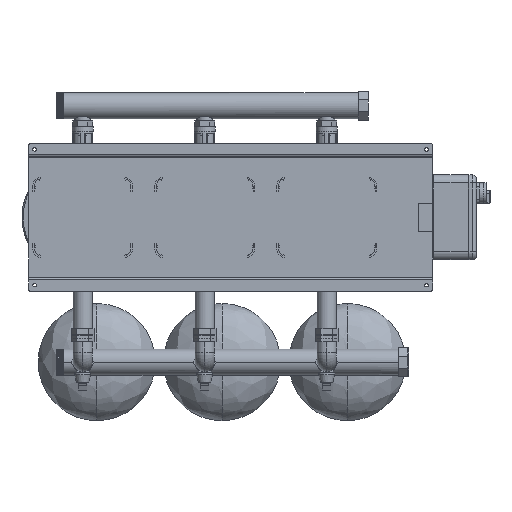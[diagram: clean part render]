
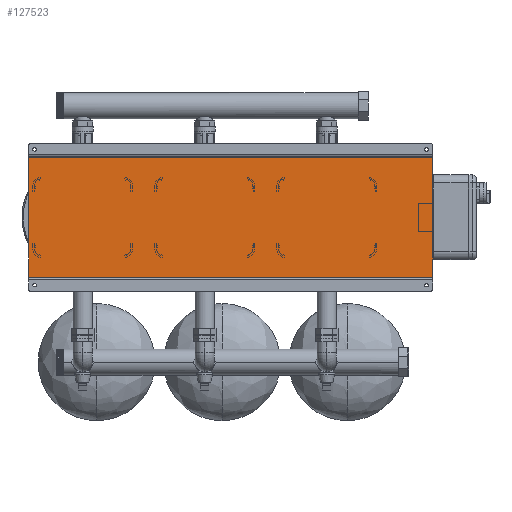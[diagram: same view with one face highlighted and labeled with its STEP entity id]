
A CAD part, front view. The second image highlights one B-rep face of the part: STEP entity #127523.
In plain terms, the highlighted planar face has unit normal (0, -1, 0).
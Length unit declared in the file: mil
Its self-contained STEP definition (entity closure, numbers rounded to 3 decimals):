
#9501 = ORIENTED_EDGE ( 'NONE', *, *, #127231, .T. ) ;
#10582 = CARTESIAN_POINT ( 'NONE',  ( 19685.039, 2007.874, -5826.772 ) ) ;
#14068 = LINE ( 'NONE', #193222, #79998 ) ;
#22280 = DIRECTION ( 'NONE',  ( -1., 0., 0. ) ) ;
#22451 = CARTESIAN_POINT ( 'NONE',  ( 19685.039, 2007.874, -5826.772 ) ) ;
#28564 = DIRECTION ( 'NONE',  ( -1., 0., 0. ) ) ;
#36092 = LINE ( 'NONE', #55192, #54340 ) ;
#36596 = VECTOR ( 'NONE', #138158, 39370.079 ) ;
#39814 = EDGE_CURVE ( 'NONE', #74263, #195976, #121996, .T. ) ;
#42645 = CARTESIAN_POINT ( 'NONE',  ( 19685.039, 2007.874, 5826.772 ) ) ;
#43338 = EDGE_CURVE ( 'NONE', #93364, #74263, #125352, .T. ) ;
#47923 = ORIENTED_EDGE ( 'NONE', *, *, #43338, .F. ) ;
#49490 = VECTOR ( 'NONE', #28564, 39370.079 ) ;
#54340 = VECTOR ( 'NONE', #22280, 39370.079 ) ;
#55192 = CARTESIAN_POINT ( 'NONE',  ( 19685.039, 2007.874, 5826.772 ) ) ;
#56481 = ORIENTED_EDGE ( 'NONE', *, *, #39814, .F. ) ;
#74263 = VERTEX_POINT ( 'NONE', #22451 ) ;
#79998 = VECTOR ( 'NONE', #112721, 39370.079 ) ;
#84576 = ORIENTED_EDGE ( 'NONE', *, *, #151399, .T. ) ;
#93364 = VERTEX_POINT ( 'NONE', #164684 ) ;
#112721 = DIRECTION ( 'NONE',  ( 0., 0., -1. ) ) ;
#120011 = FACE_OUTER_BOUND ( 'NONE', #177072, .T. ) ;
#121996 = LINE ( 'NONE', #10582, #49490 ) ;
#125352 = LINE ( 'NONE', #42645, #36596 ) ;
#127231 = EDGE_CURVE ( 'NONE', #199620, #195976, #14068, .T. ) ;
#127523 = ADVANCED_FACE ( 'NONE', ( #120011 ), #201557, .F. ) ;
#138158 = DIRECTION ( 'NONE',  ( 0., 0., -1. ) ) ;
#151399 = EDGE_CURVE ( 'NONE', #93364, #199620, #36092, .T. ) ;
#154939 = DIRECTION ( 'NONE',  ( 0., 1., 0. ) ) ;
#164626 = AXIS2_PLACEMENT_3D ( 'NONE', #186729, #154939, #167742 ) ;
#164684 = CARTESIAN_POINT ( 'NONE',  ( 19685.039, 2007.874, 5826.772 ) ) ;
#167742 = DIRECTION ( 'NONE',  ( 1., 0., 0. ) ) ;
#177072 = EDGE_LOOP ( 'NONE', ( #9501, #56481, #47923, #84576 ) ) ;
#184847 = CARTESIAN_POINT ( 'NONE',  ( -19685.039, 2007.874, -5826.772 ) ) ;
#185789 = CARTESIAN_POINT ( 'NONE',  ( -19685.039, 2007.874, 5826.772 ) ) ;
#186729 = CARTESIAN_POINT ( 'NONE',  ( 19685.039, 2007.874, -5826.772 ) ) ;
#193222 = CARTESIAN_POINT ( 'NONE',  ( -19685.039, 2007.874, -5826.772 ) ) ;
#195976 = VERTEX_POINT ( 'NONE', #184847 ) ;
#199620 = VERTEX_POINT ( 'NONE', #185789 ) ;
#201557 = PLANE ( 'NONE',  #164626 ) ;
